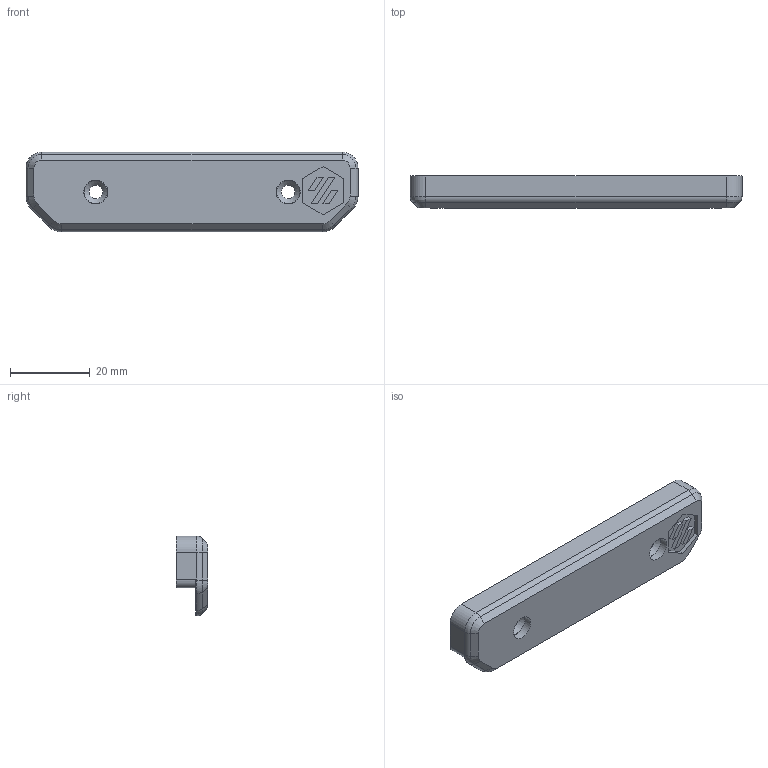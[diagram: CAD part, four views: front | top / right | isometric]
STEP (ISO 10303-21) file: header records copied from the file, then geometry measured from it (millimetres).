
FILE_DESCRIPTION(/* description */ (''),/* implementation_level */ '2;1');
FILE_NAME(/* name */ 'Blank_Serial_Plate_Voron_Logo v1.step',/* time_stamp */ '2021-02-19T16:37:26-08:00',/* author */ (''),/* organization */ (''),/* preprocessor_version */ 'ST-DEVELOPER v18.1',/* originating_system */ 'Autodesk Translation Framework v9.7.1.1290',/* authorisation */ '');
FILE_SCHEMA (('AUTOMOTIVE_DESIGN { 1 0 10303 214 3 1 1 }'));
Length unit declared in the file: millimetre
Products named in the file (1): Blank_Serial_Plate_Voron_Logo
Bounding box: 83.23 x 8 x 20 mm (x, y, z)
Volume: 4533.2 mm3; surface area: 5999.3 mm2
Topology: 1 solids, 1 shells, 119 faces, 292 edges, 182 vertices
Faces by surface type: plane 57, cylinder 40, cone 12, torus 8, bspline 2
Full cylindrical faces by diameter (mm): 3.4 x2, 6 x2
Entity records: 3542 total; most frequent: DIRECTION 632, CARTESIAN_POINT 610, ORIENTED_EDGE 584, EDGE_CURVE 292, AXIS2_PLACEMENT_3D 222, LINE 188, VECTOR 188, VERTEX_POINT 182
